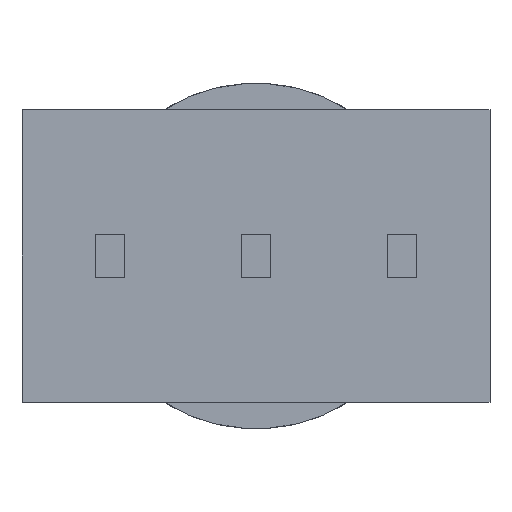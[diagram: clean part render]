
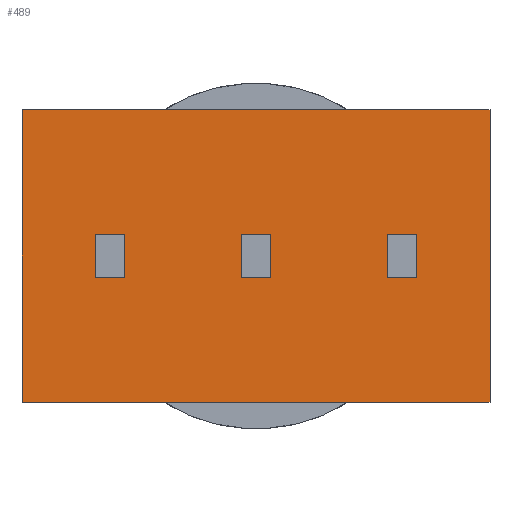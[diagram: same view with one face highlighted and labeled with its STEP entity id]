
A CAD part, front view. The second image highlights one B-rep face of the part: STEP entity #489.
In plain terms, the highlighted planar face has unit normal (0, -1, 0).
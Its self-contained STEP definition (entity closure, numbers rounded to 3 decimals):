
#15=FACE_BOUND('',#101,.T.);
#16=FACE_BOUND('',#102,.T.);
#17=FACE_BOUND('',#103,.T.);
#43=PLANE('',#539);
#71=FACE_OUTER_BOUND('',#100,.T.);
#100=EDGE_LOOP('',(#430,#431,#432,#433));
#101=EDGE_LOOP('',(#434,#435,#436,#437));
#102=EDGE_LOOP('',(#438,#439,#440,#441));
#103=EDGE_LOOP('',(#442,#443,#444,#445));
#114=LINE('',#710,#168);
#118=LINE('',#718,#172);
#121=LINE('',#724,#175);
#124=LINE('',#729,#178);
#126=LINE('',#735,#180);
#130=LINE('',#743,#184);
#133=LINE('',#749,#187);
#136=LINE('',#754,#190);
#138=LINE('',#760,#192);
#142=LINE('',#768,#196);
#145=LINE('',#774,#199);
#148=LINE('',#779,#202);
#150=LINE('',#785,#204);
#153=LINE('',#790,#207);
#155=LINE('',#794,#209);
#157=LINE('',#797,#211);
#168=VECTOR('',#586,10.);
#172=VECTOR('',#592,10.);
#175=VECTOR('',#597,10.);
#178=VECTOR('',#602,10.);
#180=VECTOR('',#608,10.);
#184=VECTOR('',#614,10.);
#187=VECTOR('',#619,10.);
#190=VECTOR('',#624,10.);
#192=VECTOR('',#630,10.);
#196=VECTOR('',#636,10.);
#199=VECTOR('',#641,10.);
#202=VECTOR('',#646,10.);
#204=VECTOR('',#652,10.);
#207=VECTOR('',#657,10.);
#209=VECTOR('',#661,10.);
#211=VECTOR('',#665,10.);
#232=VERTEX_POINT('',#708);
#233=VERTEX_POINT('',#709);
#236=VERTEX_POINT('',#717);
#238=VERTEX_POINT('',#723);
#240=VERTEX_POINT('',#733);
#241=VERTEX_POINT('',#734);
#244=VERTEX_POINT('',#742);
#246=VERTEX_POINT('',#748);
#248=VERTEX_POINT('',#758);
#249=VERTEX_POINT('',#759);
#252=VERTEX_POINT('',#767);
#254=VERTEX_POINT('',#773);
#256=VERTEX_POINT('',#783);
#257=VERTEX_POINT('',#784);
#258=VERTEX_POINT('',#789);
#259=VERTEX_POINT('',#793);
#278=EDGE_CURVE('',#232,#233,#114,.T.);
#282=EDGE_CURVE('',#233,#236,#118,.T.);
#285=EDGE_CURVE('',#236,#238,#121,.T.);
#288=EDGE_CURVE('',#238,#232,#124,.T.);
#290=EDGE_CURVE('',#240,#241,#126,.T.);
#294=EDGE_CURVE('',#241,#244,#130,.T.);
#297=EDGE_CURVE('',#244,#246,#133,.T.);
#300=EDGE_CURVE('',#246,#240,#136,.T.);
#302=EDGE_CURVE('',#248,#249,#138,.T.);
#306=EDGE_CURVE('',#249,#252,#142,.T.);
#309=EDGE_CURVE('',#252,#254,#145,.T.);
#312=EDGE_CURVE('',#254,#248,#148,.T.);
#314=EDGE_CURVE('',#256,#257,#150,.T.);
#317=EDGE_CURVE('',#257,#258,#153,.T.);
#319=EDGE_CURVE('',#258,#259,#155,.T.);
#321=EDGE_CURVE('',#259,#256,#157,.T.);
#430=ORIENTED_EDGE('',*,*,#321,.T.);
#431=ORIENTED_EDGE('',*,*,#314,.T.);
#432=ORIENTED_EDGE('',*,*,#317,.T.);
#433=ORIENTED_EDGE('',*,*,#319,.T.);
#434=ORIENTED_EDGE('',*,*,#278,.T.);
#435=ORIENTED_EDGE('',*,*,#282,.T.);
#436=ORIENTED_EDGE('',*,*,#285,.T.);
#437=ORIENTED_EDGE('',*,*,#288,.T.);
#438=ORIENTED_EDGE('',*,*,#290,.T.);
#439=ORIENTED_EDGE('',*,*,#294,.T.);
#440=ORIENTED_EDGE('',*,*,#297,.T.);
#441=ORIENTED_EDGE('',*,*,#300,.T.);
#442=ORIENTED_EDGE('',*,*,#302,.T.);
#443=ORIENTED_EDGE('',*,*,#306,.T.);
#444=ORIENTED_EDGE('',*,*,#309,.T.);
#445=ORIENTED_EDGE('',*,*,#312,.T.);
#489=ADVANCED_FACE('',(#71,#15,#16,#17),#43,.F.);
#539=AXIS2_PLACEMENT_3D('',#798,#666,#667);
#586=DIRECTION('',(-1.,0.,0.));
#592=DIRECTION('',(0.,0.,1.));
#597=DIRECTION('',(1.,0.,0.));
#602=DIRECTION('',(0.,0.,-1.));
#608=DIRECTION('',(0.,0.,1.));
#614=DIRECTION('',(1.,0.,0.));
#619=DIRECTION('',(0.,0.,-1.));
#624=DIRECTION('',(-1.,0.,0.));
#630=DIRECTION('',(-1.,0.,0.));
#636=DIRECTION('',(0.,0.,1.));
#641=DIRECTION('',(1.,0.,0.));
#646=DIRECTION('',(0.,0.,-1.));
#652=DIRECTION('',(0.,0.,1.));
#657=DIRECTION('',(-1.,0.,0.));
#661=DIRECTION('',(0.,0.,-1.));
#665=DIRECTION('',(1.,0.,0.));
#666=DIRECTION('center_axis',(0.,1.,0.));
#667=DIRECTION('ref_axis',(1.,0.,0.));
#708=CARTESIAN_POINT('',(2.795,0.,-0.38));
#709=CARTESIAN_POINT('',(2.285,0.,-0.38));
#710=CARTESIAN_POINT('',(1.143,0.,-0.38));
#717=CARTESIAN_POINT('',(2.285,0.,0.38));
#718=CARTESIAN_POINT('',(2.285,0.,0.19));
#723=CARTESIAN_POINT('',(2.795,0.,0.38));
#724=CARTESIAN_POINT('',(1.398,0.,0.38));
#729=CARTESIAN_POINT('',(2.795,0.,-0.19));
#733=CARTESIAN_POINT('',(-0.255,0.,-0.38));
#734=CARTESIAN_POINT('',(-0.255,0.,0.38));
#735=CARTESIAN_POINT('',(-0.255,0.,0.19));
#742=CARTESIAN_POINT('',(0.255,0.,0.38));
#743=CARTESIAN_POINT('',(0.128,0.,0.38));
#748=CARTESIAN_POINT('',(0.255,0.,-0.38));
#749=CARTESIAN_POINT('',(0.255,0.,-0.19));
#754=CARTESIAN_POINT('',(-0.128,0.,-0.38));
#758=CARTESIAN_POINT('',(-2.285,0.,-0.38));
#759=CARTESIAN_POINT('',(-2.795,0.,-0.38));
#760=CARTESIAN_POINT('',(-1.398,0.,-0.38));
#767=CARTESIAN_POINT('',(-2.795,0.,0.38));
#768=CARTESIAN_POINT('',(-2.795,0.,0.19));
#773=CARTESIAN_POINT('',(-2.285,0.,0.38));
#774=CARTESIAN_POINT('',(-1.143,0.,0.38));
#779=CARTESIAN_POINT('',(-2.285,0.,-0.19));
#783=CARTESIAN_POINT('',(4.065,0.,-2.54));
#784=CARTESIAN_POINT('',(4.065,0.,2.54));
#785=CARTESIAN_POINT('',(4.065,0.,-2.54));
#789=CARTESIAN_POINT('',(-4.065,0.,2.54));
#790=CARTESIAN_POINT('',(4.065,0.,2.54));
#793=CARTESIAN_POINT('',(-4.065,0.,-2.54));
#794=CARTESIAN_POINT('',(-4.065,0.,2.54));
#797=CARTESIAN_POINT('',(-4.065,0.,-2.54));
#798=CARTESIAN_POINT('Origin',(0.,0.,0.));
